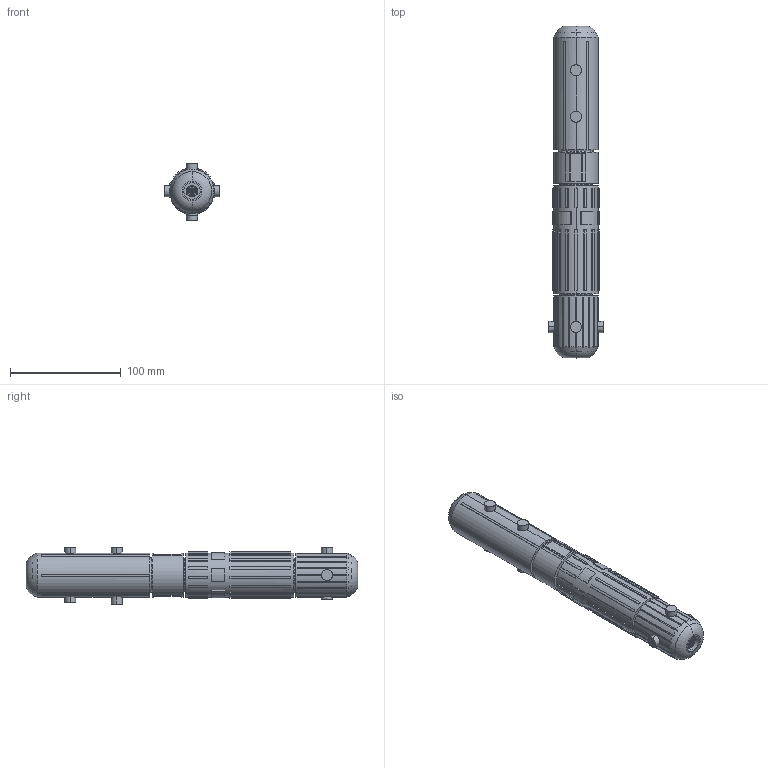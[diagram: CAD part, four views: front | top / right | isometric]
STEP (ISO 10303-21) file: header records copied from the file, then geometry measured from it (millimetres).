
FILE_DESCRIPTION (( 'STEP AP203' ), '1' );
FILE_NAME ('USlab.par_Défaut_sldprt.STEP', '2024-03-20T04:11:12', ( '' ), ( '' ), 'SwSTEP 2.0', 'SolidWorks 2022', '' );
FILE_SCHEMA (( 'CONFIG_CONTROL_DESIGN' ));
Length unit declared in the file: millimetre
Products named in the file (1): USlab.par_Défaut_sldprt
Bounding box: 50 x 300 x 51.53 mm (x, y, z)
Volume: 371125 mm3; surface area: 47838.5 mm2
Topology: 1 solids, 1 shells, 488 faces, 1272 edges, 830 vertices
Faces by surface type: plane 400, cylinder 66, torus 18, cone 4
Entity records: 15587 total; most frequent: CARTESIAN_POINT 3369, ORIENTED_EDGE 2544, DIRECTION 2512, EDGE_CURVE 1272, AXIS2_PLACEMENT_3D 845, VERTEX_POINT 830, LINE 822, VECTOR 822
